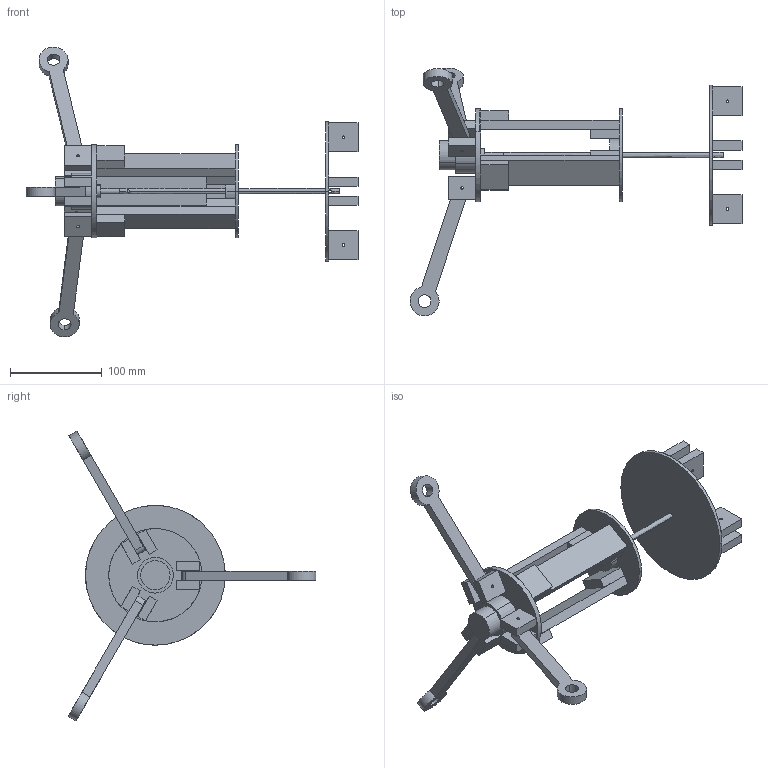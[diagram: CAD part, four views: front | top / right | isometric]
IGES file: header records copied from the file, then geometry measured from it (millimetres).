
Start section: START RECORD GO HERE.
Global section: file name: p4.igs; native system: DASSAULT SYSTEMES CATIA V5 R20 - www.3ds.com; preprocessor: CATIA Version 5 Release 20 ; author: Hp; organization: Hp-HP; date: 20140409.185242; units: millimetre
Bounding box: 361.99 x 270.27 x 316.06 mm (x, y, z)
Surface area: 191293.8 mm2 (no closed solid volume)
Topology: 0 solids, 0 shells, 227 faces, 1184 edges, 1184 vertices
Faces by surface type: plane 150, revolution 77
